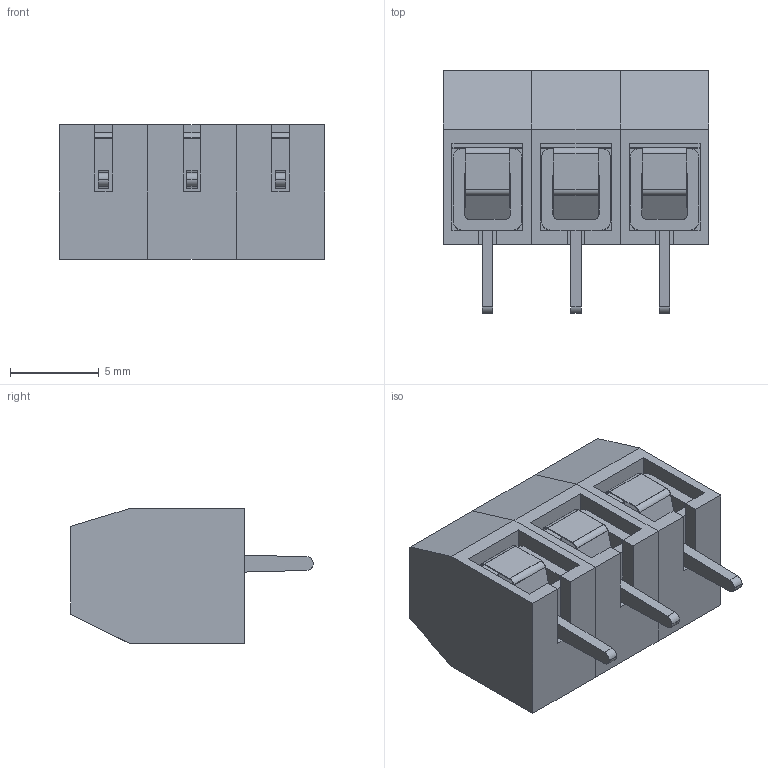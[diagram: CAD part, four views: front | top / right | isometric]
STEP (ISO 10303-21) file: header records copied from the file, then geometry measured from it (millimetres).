
FILE_DESCRIPTION (( 'STEP AP214' ), '1' );
FILE_NAME ('User Library-DG306-5.0-1.STEP', '2019-01-25T23:36:50', ( '' ), ( '' ), 'SwSTEP 2.0', 'SolidWorks 2018', '' );
FILE_SCHEMA (( 'AUTOMOTIVE_DESIGN' ));
Length unit declared in the file: millimetre
Products named in the file (6): User Library-DG306-5.0-1; User Library-DG306-5.0-1_Section___ _________; User Library-DG306-5.0-1_Spring___ _________; User Library-DG306-5.0-1_Cap___ _________; User Library-DG306-5.0-1_Leg___ _________; User Library-DG306-5.0-1_Case___ _________
Assembly tree (7 placements, depth 3):
  User Library-DG306-5.0-1
    User Library-DG306-5.0-1_Section___ _________  x3
      User Library-DG306-5.0-1_Case___ _________
      User Library-DG306-5.0-1_Leg___ _________
      User Library-DG306-5.0-1_Spring___ _________
      User Library-DG306-5.0-1_Cap___ _________
Bounding box: 15 x 13.7 x 7.6 mm (x, y, z)
Volume: 713.1 mm3; surface area: 2201.4 mm2
Topology: 12 solids, 12 shells, 234 faces, 609 edges, 399 vertices
Faces by surface type: plane 165, cylinder 60, torus 9
Entity records: 2641 total; most frequent: CARTESIAN_POINT 451, DIRECTION 421, ORIENTED_EDGE 406, EDGE_CURVE 203, LINE 151, VECTOR 151, AXIS2_PLACEMENT_3D 135, VERTEX_POINT 133
